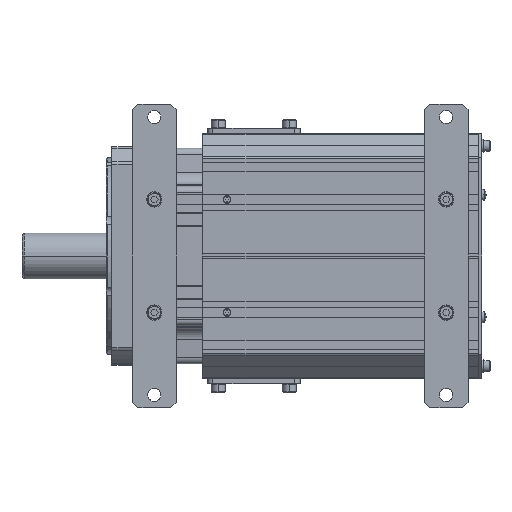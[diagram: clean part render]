
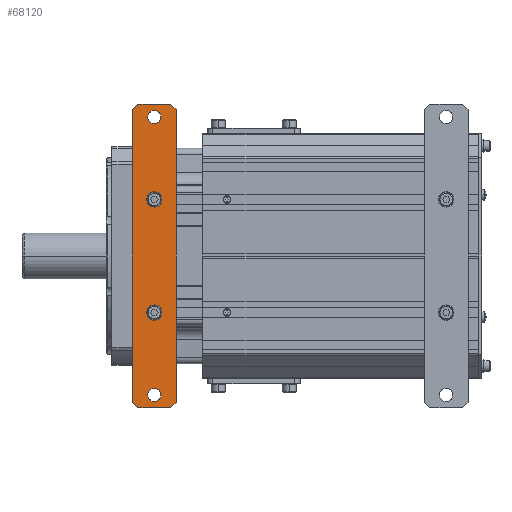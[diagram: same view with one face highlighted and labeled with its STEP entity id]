
A CAD part, front view. The second image highlights one B-rep face of the part: STEP entity #68120.
In plain terms, the highlighted planar face has unit normal (0, -1, 0).
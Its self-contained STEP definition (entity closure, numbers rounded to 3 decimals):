
#67817=CARTESIAN_POINT('',(121.,-124.,-51.75));
#67818=DIRECTION('',(0.,-1.,0.));
#67819=DIRECTION('',(0.,0.,-1.));
#67820=AXIS2_PLACEMENT_3D('',#67817,#67818,#67819);
#67822=CARTESIAN_POINT('',(121.,-124.,-51.75));
#67823=DIRECTION('',(0.,-1.,0.));
#67824=DIRECTION('',(0.,0.,1.));
#67825=AXIS2_PLACEMENT_3D('',#67822,#67823,#67824);
#67827=CARTESIAN_POINT('',(121.,-124.,51.75));
#67828=DIRECTION('',(0.,-1.,0.));
#67829=DIRECTION('',(0.,0.,-1.));
#67830=AXIS2_PLACEMENT_3D('',#67827,#67828,#67829);
#67832=CARTESIAN_POINT('',(121.,-124.,51.75));
#67833=DIRECTION('',(0.,-1.,0.));
#67834=DIRECTION('',(0.,0.,1.));
#67835=AXIS2_PLACEMENT_3D('',#67832,#67833,#67834);
#67837=CARTESIAN_POINT('',(121.,-124.,127.));
#67838=DIRECTION('',(0.,-1.,0.));
#67839=DIRECTION('',(0.,0.,1.));
#67840=AXIS2_PLACEMENT_3D('',#67837,#67838,#67839);
#67842=CARTESIAN_POINT('',(121.,-124.,127.));
#67843=DIRECTION('',(0.,-1.,0.));
#67844=DIRECTION('',(0.,0.,-1.));
#67845=AXIS2_PLACEMENT_3D('',#67842,#67843,#67844);
#67847=CARTESIAN_POINT('',(121.,-124.,-127.));
#67848=DIRECTION('',(0.,-1.,0.));
#67849=DIRECTION('',(0.,0.,1.));
#67850=AXIS2_PLACEMENT_3D('',#67847,#67848,#67849);
#67852=CARTESIAN_POINT('',(121.,-124.,-127.));
#67853=DIRECTION('',(0.,-1.,0.));
#67854=DIRECTION('',(0.,0.,-1.));
#67855=AXIS2_PLACEMENT_3D('',#67852,#67853,#67854);
#67857=DIRECTION('',(0.707,0.,0.707));
#67858=VECTOR('',#67857,7.071);
#67859=CARTESIAN_POINT('',(136.,-124.,-139.));
#67860=LINE('',#67859,#67858);
#67861=DIRECTION('',(-1.,0.,0.));
#67862=VECTOR('',#67861,30.);
#67863=CARTESIAN_POINT('',(136.,-124.,-139.));
#67864=LINE('',#67863,#67862);
#67865=DIRECTION('',(0.707,0.,-0.707));
#67866=VECTOR('',#67865,7.071);
#67867=CARTESIAN_POINT('',(101.,-124.,-134.));
#67868=LINE('',#67867,#67866);
#67869=DIRECTION('',(0.,0.,1.));
#67870=VECTOR('',#67869,268.);
#67871=CARTESIAN_POINT('',(101.,-124.,-134.));
#67872=LINE('',#67871,#67870);
#67873=DIRECTION('',(-0.707,0.,-0.707));
#67874=VECTOR('',#67873,7.071);
#67875=CARTESIAN_POINT('',(106.,-124.,139.));
#67876=LINE('',#67875,#67874);
#67877=DIRECTION('',(1.,0.,0.));
#67878=VECTOR('',#67877,30.);
#67879=CARTESIAN_POINT('',(106.,-124.,139.));
#67880=LINE('',#67879,#67878);
#67881=DIRECTION('',(-0.707,0.,0.707));
#67882=VECTOR('',#67881,7.071);
#67883=CARTESIAN_POINT('',(141.,-124.,134.));
#67884=LINE('',#67883,#67882);
#67885=DIRECTION('',(0.,0.,-1.));
#67886=VECTOR('',#67885,268.);
#67887=CARTESIAN_POINT('',(141.,-124.,134.));
#67888=LINE('',#67887,#67886);
#68009=CARTESIAN_POINT('',(136.,-124.,-139.));
#68010=CARTESIAN_POINT('',(141.,-124.,-134.));
#68011=VERTEX_POINT('',#68009);
#68012=VERTEX_POINT('',#68010);
#68017=CARTESIAN_POINT('',(101.,-124.,-134.));
#68018=CARTESIAN_POINT('',(106.,-124.,-139.));
#68019=VERTEX_POINT('',#68017);
#68020=VERTEX_POINT('',#68018);
#68025=CARTESIAN_POINT('',(141.,-124.,134.));
#68026=CARTESIAN_POINT('',(136.,-124.,139.));
#68027=VERTEX_POINT('',#68025);
#68028=VERTEX_POINT('',#68026);
#68033=CARTESIAN_POINT('',(106.,-124.,139.));
#68034=CARTESIAN_POINT('',(101.,-124.,134.));
#68035=VERTEX_POINT('',#68033);
#68036=VERTEX_POINT('',#68034);
#68041=CARTESIAN_POINT('',(121.,-124.,-58.75));
#68042=CARTESIAN_POINT('',(121.,-124.,-44.75));
#68043=VERTEX_POINT('',#68041);
#68044=VERTEX_POINT('',#68042);
#68049=CARTESIAN_POINT('',(121.,-124.,44.75));
#68050=CARTESIAN_POINT('',(121.,-124.,58.75));
#68051=VERTEX_POINT('',#68049);
#68052=VERTEX_POINT('',#68050);
#68057=CARTESIAN_POINT('',(121.,-124.,133.));
#68058=CARTESIAN_POINT('',(121.,-124.,121.));
#68059=VERTEX_POINT('',#68057);
#68060=VERTEX_POINT('',#68058);
#68065=CARTESIAN_POINT('',(121.,-124.,-121.));
#68066=CARTESIAN_POINT('',(121.,-124.,-133.));
#68067=VERTEX_POINT('',#68065);
#68068=VERTEX_POINT('',#68066);
#68073=CARTESIAN_POINT('',(121.,-124.,0.));
#68074=DIRECTION('',(0.,1.,0.));
#68075=DIRECTION('',(0.,0.,-1.));
#68076=AXIS2_PLACEMENT_3D('',#68073,#68074,#68075);
#68077=PLANE('',#68076);
#68079=ORIENTED_EDGE('',*,*,#68078,.F.);
#68081=ORIENTED_EDGE('',*,*,#68080,.T.);
#68083=ORIENTED_EDGE('',*,*,#68082,.F.);
#68085=ORIENTED_EDGE('',*,*,#68084,.T.);
#68087=ORIENTED_EDGE('',*,*,#68086,.F.);
#68089=ORIENTED_EDGE('',*,*,#68088,.T.);
#68091=ORIENTED_EDGE('',*,*,#68090,.F.);
#68093=ORIENTED_EDGE('',*,*,#68092,.T.);
#68094=EDGE_LOOP('',(#68079,#68081,#68083,#68085,#68087,#68089,#68091,#68093));
#68095=FACE_OUTER_BOUND('',#68094,.F.);
#68097=ORIENTED_EDGE('',*,*,#68096,.T.);
#68099=ORIENTED_EDGE('',*,*,#68098,.T.);
#68100=EDGE_LOOP('',(#68097,#68099));
#68101=FACE_BOUND('',#68100,.F.);
#68103=ORIENTED_EDGE('',*,*,#68102,.T.);
#68105=ORIENTED_EDGE('',*,*,#68104,.T.);
#68106=EDGE_LOOP('',(#68103,#68105));
#68107=FACE_BOUND('',#68106,.F.);
#68109=ORIENTED_EDGE('',*,*,#68108,.T.);
#68111=ORIENTED_EDGE('',*,*,#68110,.T.);
#68112=EDGE_LOOP('',(#68109,#68111));
#68113=FACE_BOUND('',#68112,.F.);
#68115=ORIENTED_EDGE('',*,*,#68114,.T.);
#68117=ORIENTED_EDGE('',*,*,#68116,.T.);
#68118=EDGE_LOOP('',(#68115,#68117));
#68119=FACE_BOUND('',#68118,.F.);
#68120=ADVANCED_FACE('',(#68095,#68101,#68107,#68113,#68119),#68077,.F.);
#67821=CIRCLE('',#67820,7.);
#67826=CIRCLE('',#67825,7.);
#67831=CIRCLE('',#67830,7.);
#67836=CIRCLE('',#67835,7.);
#67841=CIRCLE('',#67840,6.);
#67846=CIRCLE('',#67845,6.);
#67851=CIRCLE('',#67850,6.);
#67856=CIRCLE('',#67855,6.);
#68078=EDGE_CURVE('',#68011,#68012,#67860,.T.);
#68080=EDGE_CURVE('',#68011,#68020,#67864,.T.);
#68082=EDGE_CURVE('',#68019,#68020,#67868,.T.);
#68084=EDGE_CURVE('',#68019,#68036,#67872,.T.);
#68086=EDGE_CURVE('',#68035,#68036,#67876,.T.);
#68088=EDGE_CURVE('',#68035,#68028,#67880,.T.);
#68090=EDGE_CURVE('',#68027,#68028,#67884,.T.);
#68092=EDGE_CURVE('',#68027,#68012,#67888,.T.);
#68096=EDGE_CURVE('',#68043,#68044,#67821,.T.);
#68098=EDGE_CURVE('',#68044,#68043,#67826,.T.);
#68102=EDGE_CURVE('',#68051,#68052,#67831,.T.);
#68104=EDGE_CURVE('',#68052,#68051,#67836,.T.);
#68108=EDGE_CURVE('',#68059,#68060,#67841,.T.);
#68110=EDGE_CURVE('',#68060,#68059,#67846,.T.);
#68114=EDGE_CURVE('',#68067,#68068,#67851,.T.);
#68116=EDGE_CURVE('',#68068,#68067,#67856,.T.);
